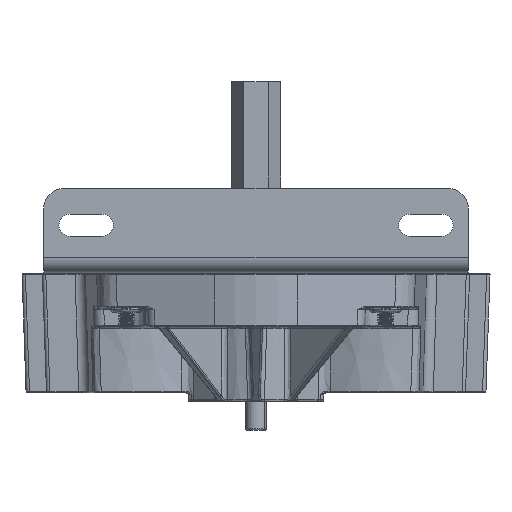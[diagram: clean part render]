
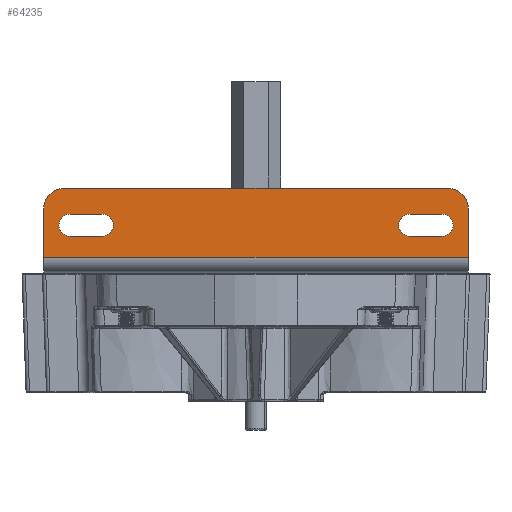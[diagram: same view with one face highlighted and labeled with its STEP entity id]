
A CAD part, front view. The second image highlights one B-rep face of the part: STEP entity #64235.
In plain terms, the highlighted planar face has unit normal (0, -1, 0).
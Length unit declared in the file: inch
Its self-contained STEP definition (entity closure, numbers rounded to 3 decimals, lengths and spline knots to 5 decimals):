
#119 = EDGE_LOOP ( 'NONE', ( #30819, #3170, #12514, #22939 ) ) ;
#1264 = VERTEX_POINT ( 'NONE', #54175 ) ;
#2091 = CARTESIAN_POINT ( 'NONE',  ( -2.25, -2.5, -0.625 ) ) ;
#2107 = DIRECTION ( 'NONE',  ( -1., 0., 0. ) ) ;
#2128 = EDGE_CURVE ( 'NONE', #55023, #37665, #61364, .T. ) ;
#2464 = DIRECTION ( 'NONE',  ( 0., 0., -1. ) ) ;
#2781 = LINE ( 'NONE', #25720, #44404 ) ;
#3170 = ORIENTED_EDGE ( 'NONE', *, *, #21455, .T. ) ;
#3252 = DIRECTION ( 'NONE',  ( 0., -1., 0. ) ) ;
#3431 = DIRECTION ( 'NONE',  ( 0., 0., -1. ) ) ;
#5519 = VERTEX_POINT ( 'NONE', #5733 ) ;
#5733 = CARTESIAN_POINT ( 'NONE',  ( -2.5, -2.5, -0.625 ) ) ;
#7228 = DIRECTION ( 'NONE',  ( 0., -1., 0. ) ) ;
#7520 = VERTEX_POINT ( 'NONE', #31989 ) ;
#7757 = CIRCLE ( 'NONE', #71559, 0.132 ) ;
#8068 = VECTOR ( 'NONE', #14939, 39.37008 ) ;
#8473 = PLANE ( 'NONE',  #61554 ) ;
#8792 = CARTESIAN_POINT ( 'NONE',  ( 2.5, -2.5, -0.06 ) ) ;
#9647 = EDGE_CURVE ( 'NONE', #12820, #69175, #31365, .T. ) ;
#9689 = CARTESIAN_POINT ( 'NONE',  ( -1.8125, -2.5, -0.5695 ) ) ;
#9810 = CARTESIAN_POINT ( 'NONE',  ( 2.5, -2.5, 0. ) ) ;
#10750 = CIRCLE ( 'NONE', #43194, 0.25 ) ;
#11801 = CARTESIAN_POINT ( 'NONE',  ( -2.5, -2.5, -0.06 ) ) ;
#12514 = ORIENTED_EDGE ( 'NONE', *, *, #50629, .T. ) ;
#12820 = VERTEX_POINT ( 'NONE', #53793 ) ;
#14095 = DIRECTION ( 'NONE',  ( 1., 0., 0. ) ) ;
#14939 = DIRECTION ( 'NONE',  ( -1., 0., 0. ) ) ;
#15967 = AXIS2_PLACEMENT_3D ( 'NONE', #41911, #46882, #64954 ) ;
#16373 = VERTEX_POINT ( 'NONE', #63284 ) ;
#17329 = EDGE_CURVE ( 'NONE', #5519, #51901, #27892, .T. ) ;
#17934 = VERTEX_POINT ( 'NONE', #8792 ) ;
#18160 = EDGE_CURVE ( 'NONE', #69175, #52519, #44879, .T. ) ;
#19066 = CARTESIAN_POINT ( 'NONE',  ( -2.1875, -2.5, -0.5695 ) ) ;
#20128 = ORIENTED_EDGE ( 'NONE', *, *, #28709, .T. ) ;
#20561 = CARTESIAN_POINT ( 'NONE',  ( -2.5, -2.5, -0.06 ) ) ;
#20945 = DIRECTION ( 'NONE',  ( 0., 0., -1. ) ) ;
#21455 = EDGE_CURVE ( 'NONE', #52519, #59647, #23732, .T. ) ;
#21696 = DIRECTION ( 'NONE',  ( 0., 1., 0. ) ) ;
#22247 = AXIS2_PLACEMENT_3D ( 'NONE', #73374, #21696, #50774 ) ;
#22939 = ORIENTED_EDGE ( 'NONE', *, *, #9647, .T. ) ;
#23732 = LINE ( 'NONE', #41454, #45195 ) ;
#24650 = ORIENTED_EDGE ( 'NONE', *, *, #58738, .T. ) ;
#25414 = LINE ( 'NONE', #71462, #33618 ) ;
#25720 = CARTESIAN_POINT ( 'NONE',  ( 1.8125, -2.5, -0.5695 ) ) ;
#27892 = LINE ( 'NONE', #44133, #67748 ) ;
#28262 = DIRECTION ( 'NONE',  ( 0., 0., 1. ) ) ;
#28378 = CARTESIAN_POINT ( 'NONE',  ( 1.8125, -2.5, -0.4375 ) ) ;
#28699 = EDGE_CURVE ( 'NONE', #17934, #51901, #70208, .T. ) ;
#28709 = EDGE_CURVE ( 'NONE', #58603, #1264, #66150, .T. ) ;
#29969 = FACE_BOUND ( 'NONE', #119, .T. ) ;
#30819 = ORIENTED_EDGE ( 'NONE', *, *, #18160, .T. ) ;
#31062 = CARTESIAN_POINT ( 'NONE',  ( -2.5, -2.5, 0. ) ) ;
#31365 = LINE ( 'NONE', #65732, #66278 ) ;
#31989 = CARTESIAN_POINT ( 'NONE',  ( -2.25, -2.5, -0.875 ) ) ;
#32008 = ORIENTED_EDGE ( 'NONE', *, *, #2128, .F. ) ;
#33010 = CARTESIAN_POINT ( 'NONE',  ( 1.8125, -2.5, -0.5695 ) ) ;
#33610 = AXIS2_PLACEMENT_3D ( 'NONE', #58943, #7228, #3431 ) ;
#33618 = VECTOR ( 'NONE', #2107, 39.37008 ) ;
#33780 = CARTESIAN_POINT ( 'NONE',  ( 2.1875, -2.5, -0.4375 ) ) ;
#34785 = EDGE_LOOP ( 'NONE', ( #54288, #24650, #41079, #20128, #41211, #69285 ) ) ;
#35981 = EDGE_LOOP ( 'NONE', ( #39147, #59747, #65503, #32008 ) ) ;
#37104 = FACE_BOUND ( 'NONE', #35981, .T. ) ;
#37665 = VERTEX_POINT ( 'NONE', #74214 ) ;
#37923 = CARTESIAN_POINT ( 'NONE',  ( 2.1875, -2.5, -0.3055 ) ) ;
#39147 = ORIENTED_EDGE ( 'NONE', *, *, #64059, .F. ) ;
#40305 = VECTOR ( 'NONE', #50190, 39.37008 ) ;
#40629 = CARTESIAN_POINT ( 'NONE',  ( 2.1875, -2.5, -0.3055 ) ) ;
#40936 = DIRECTION ( 'NONE',  ( 0., 0., -1. ) ) ;
#41079 = ORIENTED_EDGE ( 'NONE', *, *, #62393, .F. ) ;
#41211 = ORIENTED_EDGE ( 'NONE', *, *, #50114, .T. ) ;
#41454 = CARTESIAN_POINT ( 'NONE',  ( -1.8125, -2.5, -0.5695 ) ) ;
#41911 = CARTESIAN_POINT ( 'NONE',  ( -1.8125, -2.5, -0.4375 ) ) ;
#43194 = AXIS2_PLACEMENT_3D ( 'NONE', #2091, #53026, #64711 ) ;
#44133 = CARTESIAN_POINT ( 'NONE',  ( -2.5, -2.5, 0. ) ) ;
#44323 = EDGE_CURVE ( 'NONE', #46677, #16373, #2781, .T. ) ;
#44404 = VECTOR ( 'NONE', #14095, 39.37008 ) ;
#44879 = CIRCLE ( 'NONE', #15967, 0.132 ) ;
#45195 = VECTOR ( 'NONE', #46795, 39.37008 ) ;
#46387 = CIRCLE ( 'NONE', #22247, 0.132 ) ;
#46677 = VERTEX_POINT ( 'NONE', #33010 ) ;
#46795 = DIRECTION ( 'NONE',  ( -1., 0., 0. ) ) ;
#46882 = DIRECTION ( 'NONE',  ( 0., 1., 0. ) ) ;
#50114 = EDGE_CURVE ( 'NONE', #1264, #17934, #55840, .T. ) ;
#50190 = DIRECTION ( 'NONE',  ( 0., 0., 1. ) ) ;
#50629 = EDGE_CURVE ( 'NONE', #59647, #12820, #46387, .T. ) ;
#50774 = DIRECTION ( 'NONE',  ( 0., 0., 1. ) ) ;
#51186 = DIRECTION ( 'NONE',  ( 0., -1., 0. ) ) ;
#51901 = VERTEX_POINT ( 'NONE', #20561 ) ;
#51924 = AXIS2_PLACEMENT_3D ( 'NONE', #33780, #51186, #40936 ) ;
#52519 = VERTEX_POINT ( 'NONE', #9689 ) ;
#53026 = DIRECTION ( 'NONE',  ( 0., -1., 0. ) ) ;
#53793 = CARTESIAN_POINT ( 'NONE',  ( -2.1875, -2.5, -0.3055 ) ) ;
#54008 = CARTESIAN_POINT ( 'NONE',  ( -1.8125, -2.5, -0.3055 ) ) ;
#54131 = DIRECTION ( 'NONE',  ( 0., -1., 0. ) ) ;
#54175 = CARTESIAN_POINT ( 'NONE',  ( 2.5, -2.5, -0.625 ) ) ;
#54288 = ORIENTED_EDGE ( 'NONE', *, *, #17329, .F. ) ;
#55023 = VERTEX_POINT ( 'NONE', #40629 ) ;
#55840 = LINE ( 'NONE', #9810, #40305 ) ;
#58603 = VERTEX_POINT ( 'NONE', #62877 ) ;
#58738 = EDGE_CURVE ( 'NONE', #5519, #7520, #10750, .T. ) ;
#58943 = CARTESIAN_POINT ( 'NONE',  ( 2.25, -2.5, -0.625 ) ) ;
#59647 = VERTEX_POINT ( 'NONE', #19066 ) ;
#59747 = ORIENTED_EDGE ( 'NONE', *, *, #44323, .F. ) ;
#60176 = FACE_OUTER_BOUND ( 'NONE', #34785, .T. ) ;
#61364 = LINE ( 'NONE', #37923, #8068 ) ;
#61554 = AXIS2_PLACEMENT_3D ( 'NONE', #31062, #54131, #2464 ) ;
#62393 = EDGE_CURVE ( 'NONE', #58603, #7520, #25414, .T. ) ;
#62877 = CARTESIAN_POINT ( 'NONE',  ( 2.25, -2.5, -0.875 ) ) ;
#63284 = CARTESIAN_POINT ( 'NONE',  ( 2.1875, -2.5, -0.5695 ) ) ;
#63973 = CIRCLE ( 'NONE', #51924, 0.132 ) ;
#64059 = EDGE_CURVE ( 'NONE', #16373, #55023, #63973, .T. ) ;
#64235 = ADVANCED_FACE ( 'NONE', ( #29969, #37104, #60176 ), #8473, .T. ) ;
#64711 = DIRECTION ( 'NONE',  ( 0., 0., -1. ) ) ;
#64954 = DIRECTION ( 'NONE',  ( 0., 0., 1. ) ) ;
#65503 = ORIENTED_EDGE ( 'NONE', *, *, #67005, .F. ) ;
#65732 = CARTESIAN_POINT ( 'NONE',  ( -2.1875, -2.5, -0.3055 ) ) ;
#66111 = DIRECTION ( 'NONE',  ( 1., 0., 0. ) ) ;
#66150 = CIRCLE ( 'NONE', #33610, 0.25 ) ;
#66278 = VECTOR ( 'NONE', #66111, 39.37008 ) ;
#67005 = EDGE_CURVE ( 'NONE', #37665, #46677, #7757, .T. ) ;
#67748 = VECTOR ( 'NONE', #28262, 39.37008 ) ;
#69175 = VERTEX_POINT ( 'NONE', #54008 ) ;
#69285 = ORIENTED_EDGE ( 'NONE', *, *, #28699, .T. ) ;
#69844 = DIRECTION ( 'NONE',  ( -1., 0., 0. ) ) ;
#70208 = LINE ( 'NONE', #11801, #73383 ) ;
#71462 = CARTESIAN_POINT ( 'NONE',  ( -2.5, -2.5, -0.875 ) ) ;
#71559 = AXIS2_PLACEMENT_3D ( 'NONE', #28378, #3252, #20945 ) ;
#73374 = CARTESIAN_POINT ( 'NONE',  ( -2.1875, -2.5, -0.4375 ) ) ;
#73383 = VECTOR ( 'NONE', #69844, 39.37008 ) ;
#74214 = CARTESIAN_POINT ( 'NONE',  ( 1.8125, -2.5, -0.3055 ) ) ;
